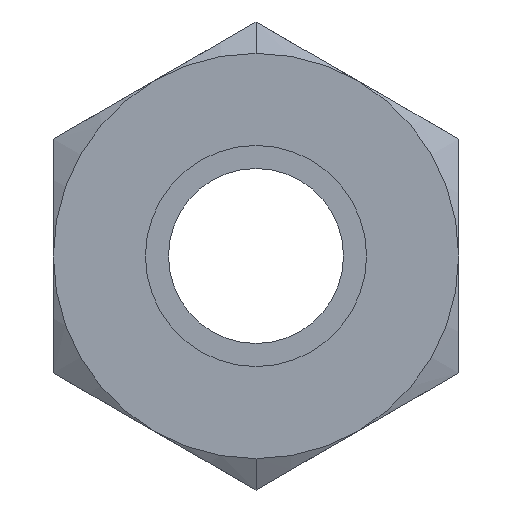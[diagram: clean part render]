
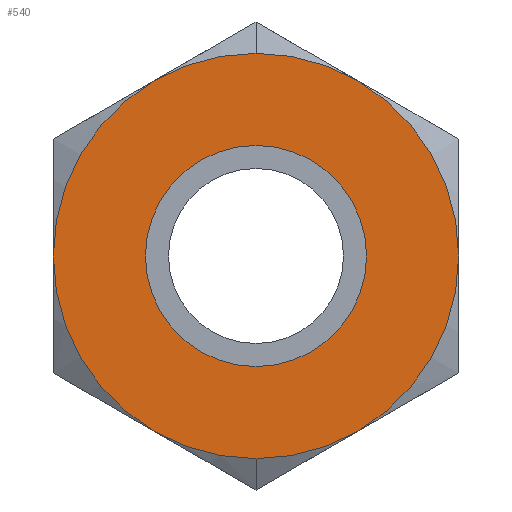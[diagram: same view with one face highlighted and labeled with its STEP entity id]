
A CAD part, left-side view. The second image highlights one B-rep face of the part: STEP entity #540.
In plain terms, the highlighted planar face has unit normal (-1, 0, 0).
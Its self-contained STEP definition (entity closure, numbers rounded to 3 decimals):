
#175 = ORIENTED_EDGE ( 'NONE', *, *, #1057, .T. ) ;
#540 = ADVANCED_FACE ( 'NONE', ( #6503, #2879 ), #8777, .T. ) ;
#703 = CIRCLE ( 'NONE', #6011, 6. ) ;
#796 = CARTESIAN_POINT ( 'NONE',  ( 0., 0., 5.5 ) ) ;
#1057 = EDGE_CURVE ( 'NONE', #8912, #1253, #4838, .T. ) ;
#1253 = VERTEX_POINT ( 'NONE', #2500 ) ;
#1455 = VERTEX_POINT ( 'NONE', #3585 ) ;
#1816 = EDGE_CURVE ( 'NONE', #1253, #8912, #703, .T. ) ;
#1902 = ORIENTED_EDGE ( 'NONE', *, *, #6111, .F. ) ;
#2017 = ORIENTED_EDGE ( 'NONE', *, *, #7366, .F. ) ;
#2122 = DIRECTION ( 'NONE',  ( -1., 0., 0. ) ) ;
#2430 = CIRCLE ( 'NONE', #7913, 11. ) ;
#2500 = CARTESIAN_POINT ( 'NONE',  ( 0., 0., 6. ) ) ;
#2716 = AXIS2_PLACEMENT_3D ( 'NONE', #5139, #8044, #5092 ) ;
#2879 = FACE_OUTER_BOUND ( 'NONE', #3226, .T. ) ;
#3226 = EDGE_LOOP ( 'NONE', ( #1902, #2017 ) ) ;
#3454 = EDGE_LOOP ( 'NONE', ( #175, #6888 ) ) ;
#3585 = CARTESIAN_POINT ( 'NONE',  ( 0., 0., -11. ) ) ;
#3689 = DIRECTION ( 'NONE',  ( 0., 0., 1. ) ) ;
#3803 = CARTESIAN_POINT ( 'NONE',  ( 0., 0., 0. ) ) ;
#4838 = CIRCLE ( 'NONE', #6514, 6. ) ;
#5092 = DIRECTION ( 'NONE',  ( 0., 0., -1. ) ) ;
#5139 = CARTESIAN_POINT ( 'NONE',  ( 0., 0., 0. ) ) ;
#5485 = DIRECTION ( 'NONE',  ( 0., 0., -1. ) ) ;
#6005 = DIRECTION ( 'NONE',  ( 1., 0., 0. ) ) ;
#6011 = AXIS2_PLACEMENT_3D ( 'NONE', #3803, #6005, #8904 ) ;
#6111 = EDGE_CURVE ( 'NONE', #6620, #1455, #2430, .T. ) ;
#6503 = FACE_BOUND ( 'NONE', #3454, .T. ) ;
#6514 = AXIS2_PLACEMENT_3D ( 'NONE', #6854, #8996, #5485 ) ;
#6620 = VERTEX_POINT ( 'NONE', #7035 ) ;
#6660 = DIRECTION ( 'NONE',  ( 1., 0., 0. ) ) ;
#6753 = DIRECTION ( 'NONE',  ( 0., 0., 1. ) ) ;
#6854 = CARTESIAN_POINT ( 'NONE',  ( 0., 0., 0. ) ) ;
#6888 = ORIENTED_EDGE ( 'NONE', *, *, #1816, .T. ) ;
#6961 = AXIS2_PLACEMENT_3D ( 'NONE', #796, #2122, #3689 ) ;
#7035 = CARTESIAN_POINT ( 'NONE',  ( 0., 0., 11. ) ) ;
#7354 = CARTESIAN_POINT ( 'NONE',  ( 0., 0., -6. ) ) ;
#7366 = EDGE_CURVE ( 'NONE', #1455, #6620, #8188, .T. ) ;
#7913 = AXIS2_PLACEMENT_3D ( 'NONE', #8052, #6660, #6753 ) ;
#8044 = DIRECTION ( 'NONE',  ( 1., 0., 0. ) ) ;
#8052 = CARTESIAN_POINT ( 'NONE',  ( 0., 0., 0. ) ) ;
#8188 = CIRCLE ( 'NONE', #2716, 11. ) ;
#8777 = PLANE ( 'NONE',  #6961 ) ;
#8904 = DIRECTION ( 'NONE',  ( 0., 0., 1. ) ) ;
#8912 = VERTEX_POINT ( 'NONE', #7354 ) ;
#8996 = DIRECTION ( 'NONE',  ( 1., 0., 0. ) ) ;
